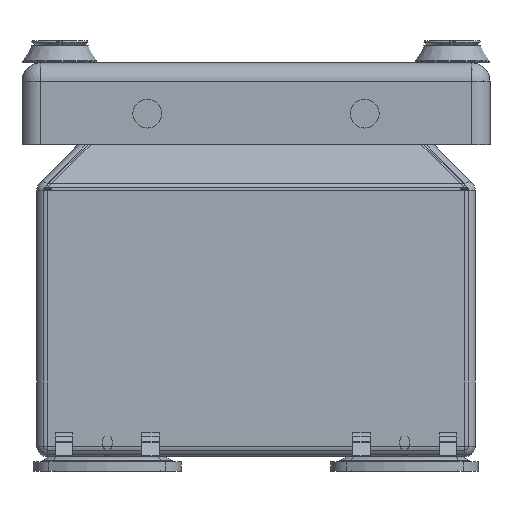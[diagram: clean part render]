
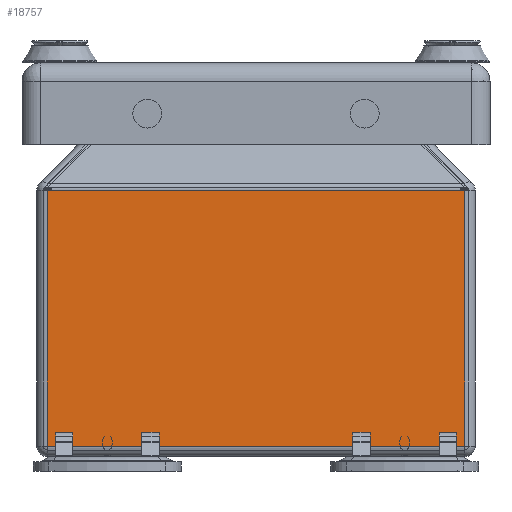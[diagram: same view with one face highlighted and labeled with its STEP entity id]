
A CAD part, front view. The second image highlights one B-rep face of the part: STEP entity #18757.
In plain terms, the highlighted planar face has unit normal (0, -1, 0).
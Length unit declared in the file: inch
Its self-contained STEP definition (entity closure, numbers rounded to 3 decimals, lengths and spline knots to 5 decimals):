
#2537=FACE_OUTER_BOUND('',#3703,.T.);
#3703=EDGE_LOOP('',(#13362,#13363,#13364,#13365));
#5153=LINE('',#29964,#6677);
#5155=LINE('',#29977,#6679);
#5156=LINE('',#29981,#6680);
#5157=LINE('',#29982,#6681);
#6677=VECTOR('',#23302,0.3937);
#6679=VECTOR('',#23320,0.3937);
#6680=VECTOR('',#23325,0.3937);
#6681=VECTOR('',#23326,0.3937);
#8229=VERTEX_POINT('',#29961);
#8230=VERTEX_POINT('',#29963);
#8233=VERTEX_POINT('',#29976);
#8234=VERTEX_POINT('',#29980);
#10150=EDGE_CURVE('',#8229,#8230,#5153,.T.);
#10157=EDGE_CURVE('',#8230,#8233,#5155,.T.);
#10159=EDGE_CURVE('',#8234,#8229,#5156,.T.);
#10160=EDGE_CURVE('',#8233,#8234,#5157,.T.);
#13362=ORIENTED_EDGE('',*,*,#10150,.F.);
#13363=ORIENTED_EDGE('',*,*,#10159,.F.);
#13364=ORIENTED_EDGE('',*,*,#10160,.F.);
#13365=ORIENTED_EDGE('',*,*,#10157,.F.);
#18234=PLANE('',#20379);
#18757=ADVANCED_FACE('',(#2537),#18234,.F.);
#20379=AXIS2_PLACEMENT_3D('',#29979,#23323,#23324);
#23302=DIRECTION('',(0.,0.,1.));
#23320=DIRECTION('',(1.,0.,0.));
#23323=DIRECTION('center_axis',(0.,1.,0.));
#23324=DIRECTION('ref_axis',(0.,0.,1.));
#23325=DIRECTION('',(-1.,0.,0.));
#23326=DIRECTION('',(0.,0.,-1.));
#29961=CARTESIAN_POINT('',(-1.666,-12.625,0.084));
#29963=CARTESIAN_POINT('',(-1.666,-12.625,2.12516));
#29964=CARTESIAN_POINT('',(-1.666,-12.625,1.40022));
#29976=CARTESIAN_POINT('',(1.666,-12.625,2.12516));
#29977=CARTESIAN_POINT('',(0.,-12.625,2.12516));
#29979=CARTESIAN_POINT('Origin',(0.,-12.625,1.07997));
#29980=CARTESIAN_POINT('',(1.666,-12.625,0.084));
#29981=CARTESIAN_POINT('',(0.,-12.625,0.084));
#29982=CARTESIAN_POINT('',(1.666,-12.625,1.37922));
